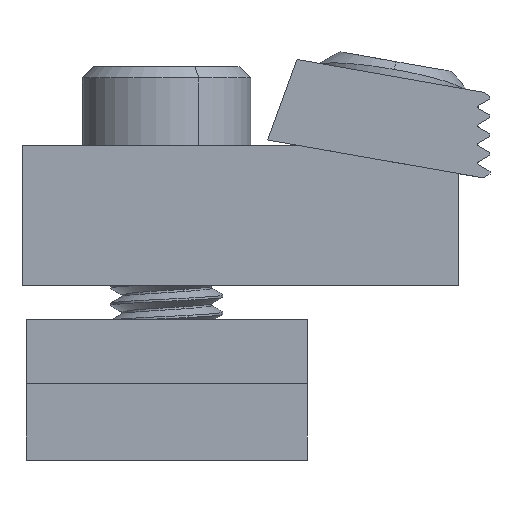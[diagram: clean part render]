
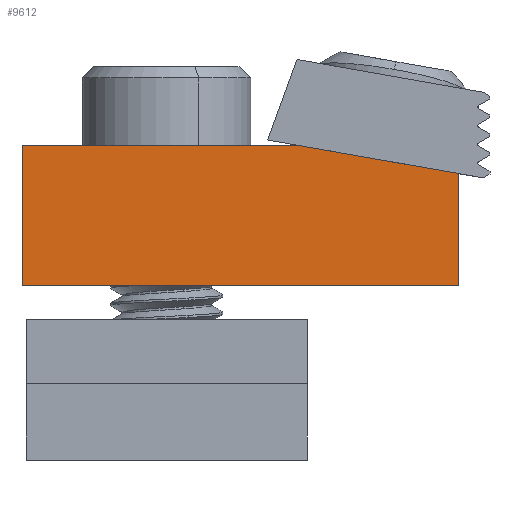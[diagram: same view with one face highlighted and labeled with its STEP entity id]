
A CAD part, left-side view. The second image highlights one B-rep face of the part: STEP entity #9612.
In plain terms, the highlighted planar face has unit normal (-1, 0, 0).
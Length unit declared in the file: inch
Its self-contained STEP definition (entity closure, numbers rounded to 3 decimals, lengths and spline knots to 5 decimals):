
#277 = DIRECTION ( 'NONE',  ( 0., 0., -1. ) ) ;
#330 = CARTESIAN_POINT ( 'NONE',  ( -0.5625, -1.23109, 0. ) ) ;
#712 = VECTOR ( 'NONE', #4062, 39.37008 ) ;
#749 = CARTESIAN_POINT ( 'NONE',  ( -0.5625, -1.94, -0.125 ) ) ;
#1015 = VERTEX_POINT ( 'NONE', #7470 ) ;
#1325 = ORIENTED_EDGE ( 'NONE', *, *, #2060, .F. ) ;
#1352 = ORIENTED_EDGE ( 'NONE', *, *, #4222, .F. ) ;
#1606 = VERTEX_POINT ( 'NONE', #2321 ) ;
#2060 = EDGE_CURVE ( 'NONE', #8493, #9181, #2412, .T. ) ;
#2174 = VERTEX_POINT ( 'NONE', #9792 ) ;
#2321 = CARTESIAN_POINT ( 'NONE',  ( -0.5625, 0., -0.625 ) ) ;
#2412 = LINE ( 'NONE', #7271, #6210 ) ;
#2441 = EDGE_CURVE ( 'NONE', #1606, #2174, #6553, .T. ) ;
#2852 = VECTOR ( 'NONE', #9899, 39.37008 ) ;
#2979 = FACE_OUTER_BOUND ( 'NONE', #4477, .T. ) ;
#3268 = CARTESIAN_POINT ( 'NONE',  ( -0.5625, 0., 0. ) ) ;
#3287 = CARTESIAN_POINT ( 'NONE',  ( -0.5625, 0., -0.625 ) ) ;
#3365 = LINE ( 'NONE', #3268, #7166 ) ;
#3726 = CARTESIAN_POINT ( 'NONE',  ( -0.5625, -1.94, -0.125 ) ) ;
#4062 = DIRECTION ( 'NONE',  ( 0., 0., 1. ) ) ;
#4222 = EDGE_CURVE ( 'NONE', #2174, #8493, #3365, .T. ) ;
#4477 = EDGE_LOOP ( 'NONE', ( #4665, #5439, #9733, #1325, #1352 ) ) ;
#4665 = ORIENTED_EDGE ( 'NONE', *, *, #2441, .F. ) ;
#4846 = DIRECTION ( 'NONE',  ( 1., 0., 0. ) ) ;
#5360 = VECTOR ( 'NONE', #5653, 39.37008 ) ;
#5439 = ORIENTED_EDGE ( 'NONE', *, *, #8492, .F. ) ;
#5653 = DIRECTION ( 'NONE',  ( 0., 1., 0. ) ) ;
#6210 = VECTOR ( 'NONE', #8823, 39.37008 ) ;
#6314 = LINE ( 'NONE', #6430, #5360 ) ;
#6430 = CARTESIAN_POINT ( 'NONE',  ( -0.5625, -1.94, -0.625 ) ) ;
#6553 = LINE ( 'NONE', #3287, #712 ) ;
#6916 = LINE ( 'NONE', #749, #2852 ) ;
#7100 = CARTESIAN_POINT ( 'NONE',  ( -0.5625, 0., 0. ) ) ;
#7166 = VECTOR ( 'NONE', #8604, 39.37008 ) ;
#7271 = CARTESIAN_POINT ( 'NONE',  ( -0.5625, -1.23109, 0. ) ) ;
#7470 = CARTESIAN_POINT ( 'NONE',  ( -0.5625, -1.94, -0.625 ) ) ;
#7889 = PLANE ( 'NONE',  #8146 ) ;
#8146 = AXIS2_PLACEMENT_3D ( 'NONE', #7100, #4846, #277 ) ;
#8492 = EDGE_CURVE ( 'NONE', #1015, #1606, #6314, .T. ) ;
#8493 = VERTEX_POINT ( 'NONE', #330 ) ;
#8604 = DIRECTION ( 'NONE',  ( 0., -1., 0. ) ) ;
#8823 = DIRECTION ( 'NONE',  ( 0., -0.985, -0.174 ) ) ;
#9181 = VERTEX_POINT ( 'NONE', #3726 ) ;
#9261 = EDGE_CURVE ( 'NONE', #9181, #1015, #6916, .T. ) ;
#9612 = ADVANCED_FACE ( 'NONE', ( #2979 ), #7889, .F. ) ;
#9733 = ORIENTED_EDGE ( 'NONE', *, *, #9261, .F. ) ;
#9792 = CARTESIAN_POINT ( 'NONE',  ( -0.5625, 0., 0. ) ) ;
#9899 = DIRECTION ( 'NONE',  ( 0., 0., -1. ) ) ;
